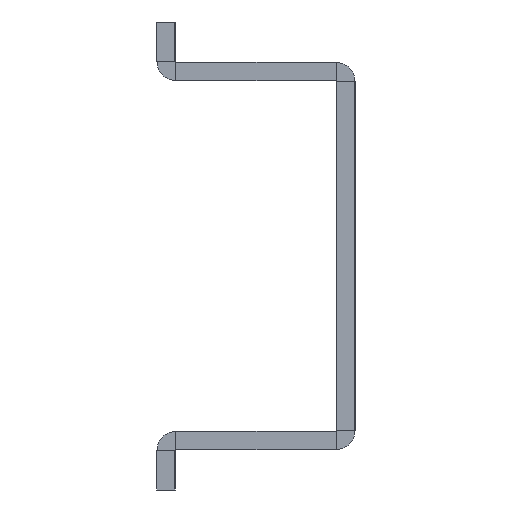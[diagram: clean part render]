
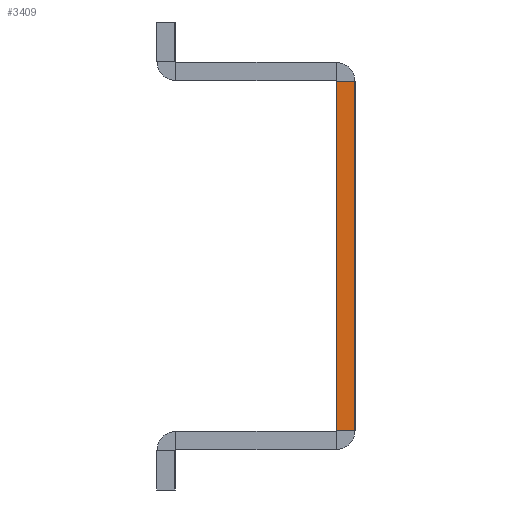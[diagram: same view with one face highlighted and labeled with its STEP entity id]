
A CAD part, left-side view. The second image highlights one B-rep face of the part: STEP entity #3409.
In plain terms, the highlighted planar face has unit normal (-1, 0, 0).
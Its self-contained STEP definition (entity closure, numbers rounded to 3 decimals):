
#871 = VECTOR ( 'NONE', #10184, 1000. ) ;
#1531 = DIRECTION ( 'NONE',  ( -1., 0., 0. ) ) ;
#2901 = CARTESIAN_POINT ( 'NONE',  ( 0., 2., 21.5 ) ) ;
#3086 = VECTOR ( 'NONE', #8135, 1000. ) ;
#3143 = CARTESIAN_POINT ( 'NONE',  ( 0., 2.1, 19.5 ) ) ;
#3409 = ADVANCED_FACE ( 'NONE', ( #9534 ), #7811, .T. ) ;
#3772 = ORIENTED_EDGE ( 'NONE', *, *, #10188, .T. ) ;
#4195 = ORIENTED_EDGE ( 'NONE', *, *, #8518, .T. ) ;
#4473 = VERTEX_POINT ( 'NONE', #8524 ) ;
#5040 = EDGE_LOOP ( 'NONE', ( #7331, #10272, #3772, #4195 ) ) ;
#5065 = AXIS2_PLACEMENT_3D ( 'NONE', #3143, #1531, #9711 ) ;
#5793 = DIRECTION ( 'NONE',  ( 0., 0., -1. ) ) ;
#7331 = ORIENTED_EDGE ( 'NONE', *, *, #9916, .F. ) ;
#7392 = LINE ( 'NONE', #8226, #8569 ) ;
#7650 = CARTESIAN_POINT ( 'NONE',  ( 0., 2., -19.4 ) ) ;
#7811 = PLANE ( 'NONE',  #5065 ) ;
#7979 = VERTEX_POINT ( 'NONE', #11428 ) ;
#8135 = DIRECTION ( 'NONE',  ( 0., -1., 0. ) ) ;
#8226 = CARTESIAN_POINT ( 'NONE',  ( 0., 0., 19.4 ) ) ;
#8475 = LINE ( 'NONE', #11223, #9812 ) ;
#8518 = EDGE_CURVE ( 'NONE', #11007, #7979, #11706, .T. ) ;
#8524 = CARTESIAN_POINT ( 'NONE',  ( 0., 2., 19.4 ) ) ;
#8569 = VECTOR ( 'NONE', #10189, 1000. ) ;
#9443 = VERTEX_POINT ( 'NONE', #11069 ) ;
#9534 = FACE_OUTER_BOUND ( 'NONE', #5040, .T. ) ;
#9711 = DIRECTION ( 'NONE',  ( 0., 0., 1. ) ) ;
#9812 = VECTOR ( 'NONE', #5793, 1000. ) ;
#9916 = EDGE_CURVE ( 'NONE', #9443, #7979, #8475, .T. ) ;
#10184 = DIRECTION ( 'NONE',  ( 0., 0., -1. ) ) ;
#10188 = EDGE_CURVE ( 'NONE', #4473, #11007, #11195, .T. ) ;
#10189 = DIRECTION ( 'NONE',  ( 0., 1., 0. ) ) ;
#10272 = ORIENTED_EDGE ( 'NONE', *, *, #11745, .T. ) ;
#10880 = CARTESIAN_POINT ( 'NONE',  ( 0., 2., -19.4 ) ) ;
#11007 = VERTEX_POINT ( 'NONE', #7650 ) ;
#11069 = CARTESIAN_POINT ( 'NONE',  ( 0., 0., 19.4 ) ) ;
#11195 = LINE ( 'NONE', #2901, #871 ) ;
#11223 = CARTESIAN_POINT ( 'NONE',  ( 0., 0., 21.5 ) ) ;
#11428 = CARTESIAN_POINT ( 'NONE',  ( 0., 0., -19.4 ) ) ;
#11706 = LINE ( 'NONE', #10880, #3086 ) ;
#11745 = EDGE_CURVE ( 'NONE', #9443, #4473, #7392, .T. ) ;
